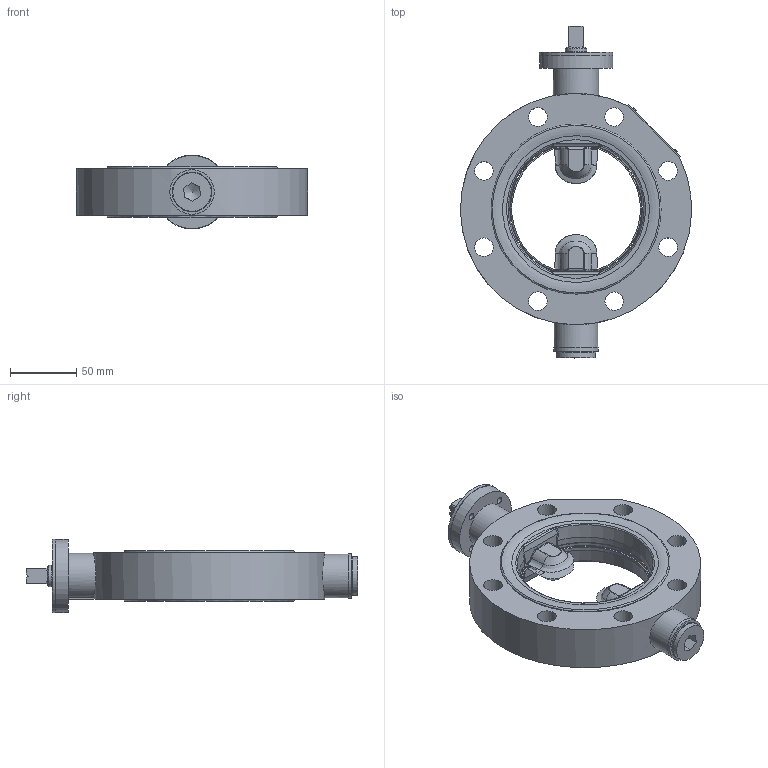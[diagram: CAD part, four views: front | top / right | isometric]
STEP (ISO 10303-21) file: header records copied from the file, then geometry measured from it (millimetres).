
FILE_DESCRIPTION((''),'2;1');
FILE_NAME('TW-Norm DN100.stp','2008-05-27T08:44:39',('hellwig'),(''),'Autodesk Inventor 11','Autodesk Inventor 11','');
FILE_SCHEMA(('AUTOMOTIVE_DESIGN { 1 0 10303 214 1 1 1 1 }'));
Length unit declared in the file: millimetre
Products named in the file (1): Bauteil1
Bounding box: 173.89 x 249.78 x 55.5 mm (x, y, z)
Volume: 610954.5 mm3; surface area: 116960 mm2
Topology: 1 solids, 11 shells, 453 faces, 1067 edges, 649 vertices
Faces by surface type: bspline 156, plane 114, cylinder 97, torus 39, cone 39, sphere 8
Full cylindrical faces by diameter (mm): 2.8 x2, 3 x2, 4 x1, 4.917 x1, 6 x1, 12.3 x1, 12.5 x1, 12.8 x4, 13 x1, 14 x8, 15.2 x1, 16 x6, 16.2 x4, 20 x1, 24.5 x2, 25.3 x1, 29 x1, 29.9 x1, 33 x1, 33.5 x1, 55 x1, 55.5 x1, 116.6 x1, 127 x2, 128 x1
Entity records: 18658 total; most frequent: CARTESIAN_POINT 9780, ORIENTED_EDGE 1826, DIRECTION 1605, EDGE_CURVE 913, AXIS2_PLACEMENT_3D 699, EDGE_LOOP 626, VERTEX_POINT 611, FACE_OUTER_BOUND 453
